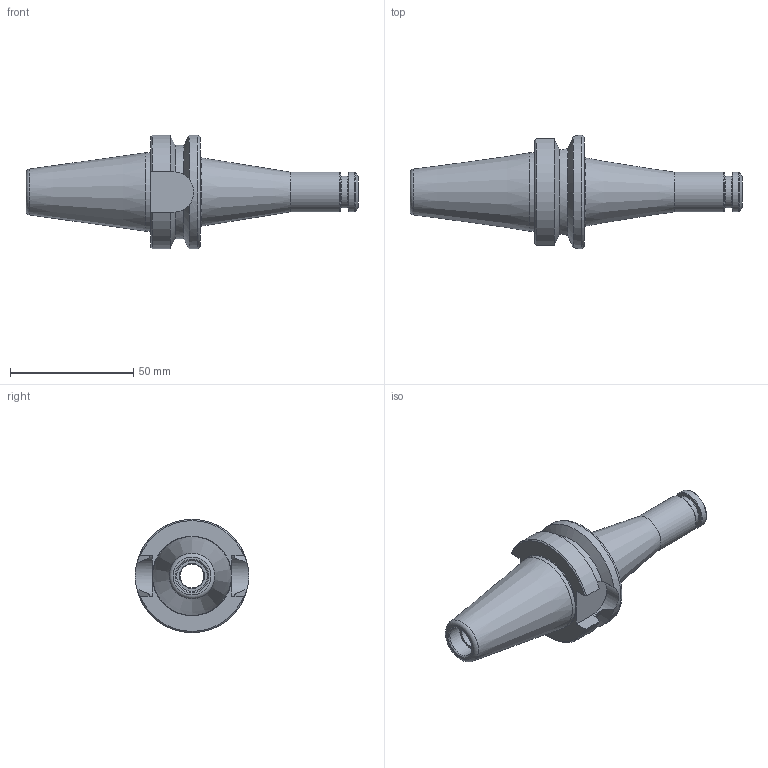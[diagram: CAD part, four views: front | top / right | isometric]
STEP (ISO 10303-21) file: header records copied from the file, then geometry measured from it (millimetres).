
FILE_DESCRIPTION(/* description */ (''),/* implementation_level */ '2;1');
FILE_NAME(/* name */ 'BT30-MG10-90T.step',/* time_stamp */ '2026-02-26T08:19:52-06:00',/* author */ (''),/* organization */ (''),/* preprocessor_version */ 'ST-DEVELOPER v20.1',/* originating_system */ 'Autodesk Translation Framework v14.24.0.0',/* authorisation */ '');
FILE_SCHEMA (('AUTOMOTIVE_DESIGN { 1 0 10303 214 3 1 1 }'));
Length unit declared in the file: inch
Products named in the file (3): (Unsaved); BT30 SF.250-3.75 v3; Component2
Assembly tree (2 placements, depth 3):
  (Unsaved)
    BT30 SF.250-3.75 v3
      Component2
Bounding box: 134.45 x 45.92 x 45.92 mm (x, y, z)
Volume: 62066.6 mm3; surface area: 17748.5 mm2
Topology: 1 solids, 1 shells, 51 faces, 120 edges, 76 vertices
Faces by surface type: cone 19, plane 15, cylinder 14, torus 3
Full cylindrical faces by diameter (mm): 9.96 x1, 10.16 x1, 12.548 x1, 12.954 x1, 16.002 x1, 16.053 x1, 31.75 x1, 45.923 x1
Entity records: 1637 total; most frequent: CARTESIAN_POINT 348, DIRECTION 271, ORIENTED_EDGE 240, EDGE_CURVE 120, AXIS2_PLACEMENT_3D 115, VERTEX_POINT 76, CIRCLE 59, EDGE_LOOP 58
